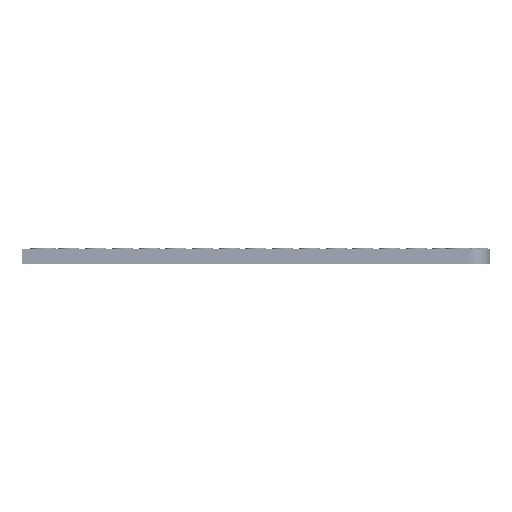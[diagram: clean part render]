
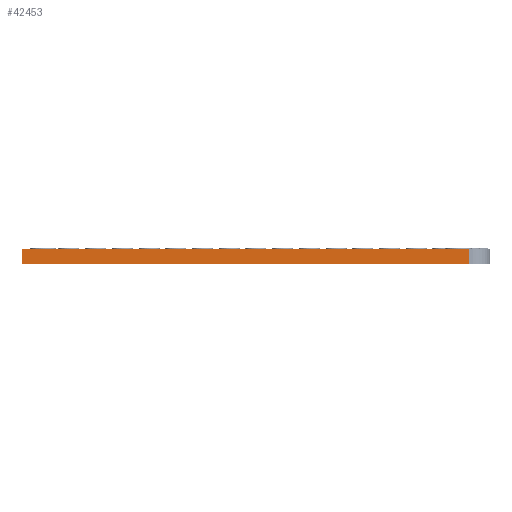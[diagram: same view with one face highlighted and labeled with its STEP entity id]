
A CAD part, left-side view. The second image highlights one B-rep face of the part: STEP entity #42453.
In plain terms, the highlighted planar face has unit normal (-1, 0, 0).
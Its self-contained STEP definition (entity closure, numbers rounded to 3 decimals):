
#7935=FACE_OUTER_BOUND('',#11056,.T.);
#11056=EDGE_LOOP('',(#31173,#31174,#31175,#31176));
#15259=LINE('',#65082,#17711);
#15560=LINE('',#67891,#18012);
#15562=LINE('',#67897,#18014);
#15563=LINE('',#67898,#18015);
#17711=VECTOR('',#51138,10.);
#18012=VECTOR('',#52223,10.);
#18014=VECTOR('',#52229,10.);
#18015=VECTOR('',#52230,10.);
#20174=VERTEX_POINT('',#65074);
#20177=VERTEX_POINT('',#65080);
#20853=VERTEX_POINT('',#67890);
#20855=VERTEX_POINT('',#67896);
#24006=EDGE_CURVE('',#20177,#20174,#15259,.T.);
#24862=EDGE_CURVE('',#20174,#20853,#15560,.T.);
#24865=EDGE_CURVE('',#20855,#20177,#15562,.T.);
#24866=EDGE_CURVE('',#20855,#20853,#15563,.T.);
#31173=ORIENTED_EDGE('',*,*,#24862,.F.);
#31174=ORIENTED_EDGE('',*,*,#24006,.F.);
#31175=ORIENTED_EDGE('',*,*,#24865,.F.);
#31176=ORIENTED_EDGE('',*,*,#24866,.T.);
#41158=PLANE('',#45865);
#42453=ADVANCED_FACE('',(#7935),#41158,.T.);
#45865=AXIS2_PLACEMENT_3D('',#67895,#52227,#52228);
#51138=DIRECTION('',(0.,-1.,0.));
#52223=DIRECTION('',(0.,0.,-1.));
#52227=DIRECTION('center_axis',(-1.,0.,0.));
#52228=DIRECTION('ref_axis',(0.,-1.,0.));
#52229=DIRECTION('',(0.,0.,1.));
#52230=DIRECTION('',(0.,-1.,0.));
#65074=CARTESIAN_POINT('',(0.,2.,1.5));
#65080=CARTESIAN_POINT('',(0.,44.5,1.5));
#65082=CARTESIAN_POINT('',(0.,44.5,1.5));
#67890=CARTESIAN_POINT('',(0.,2.,0.));
#67891=CARTESIAN_POINT('',(0.,2.,0.));
#67895=CARTESIAN_POINT('Origin',(0.,44.5,0.));
#67896=CARTESIAN_POINT('',(0.,44.5,0.));
#67897=CARTESIAN_POINT('',(0.,44.5,0.));
#67898=CARTESIAN_POINT('',(0.,44.5,0.));
